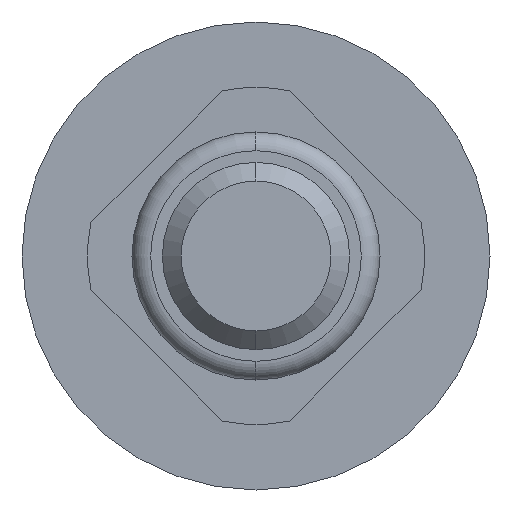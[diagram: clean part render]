
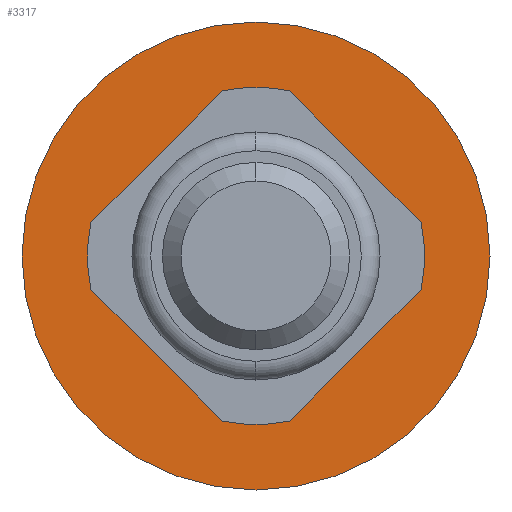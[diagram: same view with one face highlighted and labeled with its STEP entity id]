
A CAD part, front view. The second image highlights one B-rep face of the part: STEP entity #3317.
In plain terms, the highlighted planar face has unit normal (0, -1, 0).
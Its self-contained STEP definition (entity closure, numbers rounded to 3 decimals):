
#49 = AXIS2_PLACEMENT_3D ( 'NONE', #2737, #1039, #133 ) ;
#63 = CIRCLE ( 'NONE', #2161, 0.9 ) ;
#105 = DIRECTION ( 'NONE',  ( 0., 0., -1. ) ) ;
#133 = DIRECTION ( 'NONE',  ( 0., 0., -1. ) ) ;
#159 = VERTEX_POINT ( 'NONE', #873 ) ;
#202 = CIRCLE ( 'NONE', #1375, 2.5 ) ;
#318 = CARTESIAN_POINT ( 'NONE',  ( 0., 5.3, 2.5 ) ) ;
#412 = CIRCLE ( 'NONE', #3555, 2.5 ) ;
#530 = DIRECTION ( 'NONE',  ( 0., -1., 0. ) ) ;
#532 = DIRECTION ( 'NONE',  ( 0., 0., -1. ) ) ;
#603 = EDGE_CURVE ( 'Defeature ausgef�hrt3_19+Defeature ausgef�hrt3_24+Defeature ausgef�hrt3_24+Defeature ausgef�hrt3_24', #1485, #3721, #63, .T. ) ;
#725 = CARTESIAN_POINT ( 'NONE',  ( 0., 5.3, 0. ) ) ;
#823 = CIRCLE ( 'NONE', #49, 0.9 ) ;
#873 = CARTESIAN_POINT ( 'NONE',  ( 0., 5.3, -2.5 ) ) ;
#961 = EDGE_CURVE ( 'Defeature ausgef�hrt3_24+Defeature ausgef�hrt3_23+Defeature ausgef�hrt3_23+Defeature ausgef�hrt3_23', #2821, #159, #202, .T. ) ;
#1039 = DIRECTION ( 'NONE',  ( 0., -1., 0. ) ) ;
#1353 = ORIENTED_EDGE ( 'NONE', *, *, #603, .F. ) ;
#1375 = AXIS2_PLACEMENT_3D ( 'NONE', #725, #2741, #105 ) ;
#1460 = FACE_BOUND ( 'NONE', #3527, .T. ) ;
#1485 = VERTEX_POINT ( 'NONE', #2193 ) ;
#1694 = PLANE ( 'NONE',  #3015 ) ;
#1919 = CARTESIAN_POINT ( 'NONE',  ( 0., 5.3, 0.9 ) ) ;
#1955 = DIRECTION ( 'NONE',  ( 0., 0., -1. ) ) ;
#2072 = EDGE_LOOP ( 'NONE', ( #2293, #2288 ) ) ;
#2161 = AXIS2_PLACEMENT_3D ( 'NONE', #3655, #530, #1955 ) ;
#2170 = DIRECTION ( 'NONE',  ( 0., -1., 0. ) ) ;
#2193 = CARTESIAN_POINT ( 'NONE',  ( 0., 5.3, -0.9 ) ) ;
#2288 = ORIENTED_EDGE ( 'NONE', *, *, #961, .T. ) ;
#2293 = ORIENTED_EDGE ( 'NONE', *, *, #3078, .T. ) ;
#2556 = EDGE_CURVE ( 'Defeature ausgef�hrt3_19+Defeature ausgef�hrt3_24+Defeature ausgef�hrt3_24+Defeature ausgef�hrt3_24', #3721, #1485, #823, .T. ) ;
#2737 = CARTESIAN_POINT ( 'NONE',  ( 0., 5.3, 0. ) ) ;
#2741 = DIRECTION ( 'NONE',  ( 0., -1., 0. ) ) ;
#2821 = VERTEX_POINT ( 'NONE', #318 ) ;
#3002 = DIRECTION ( 'NONE',  ( 0., 0., -1. ) ) ;
#3015 = AXIS2_PLACEMENT_3D ( 'NONE', #3718, #3438, #532 ) ;
#3078 = EDGE_CURVE ( 'Defeature ausgef�hrt3_24+Defeature ausgef�hrt3_23+Defeature ausgef�hrt3_23+Defeature ausgef�hrt3_23', #159, #2821, #412, .T. ) ;
#3164 = ORIENTED_EDGE ( 'NONE', *, *, #2556, .F. ) ;
#3317 = ADVANCED_FACE ( 'Defeature ausgef�hrt3_24', ( #3560, #1460 ), #1694, .T. ) ;
#3438 = DIRECTION ( 'NONE',  ( 0., -1., 0. ) ) ;
#3527 = EDGE_LOOP ( 'NONE', ( #1353, #3164 ) ) ;
#3555 = AXIS2_PLACEMENT_3D ( 'NONE', #3578, #2170, #3002 ) ;
#3560 = FACE_OUTER_BOUND ( 'NONE', #2072, .T. ) ;
#3578 = CARTESIAN_POINT ( 'NONE',  ( 0., 5.3, 0. ) ) ;
#3655 = CARTESIAN_POINT ( 'NONE',  ( 0., 5.3, 0. ) ) ;
#3718 = CARTESIAN_POINT ( 'NONE',  ( 2.5, 5.3, 0. ) ) ;
#3721 = VERTEX_POINT ( 'NONE', #1919 ) ;
